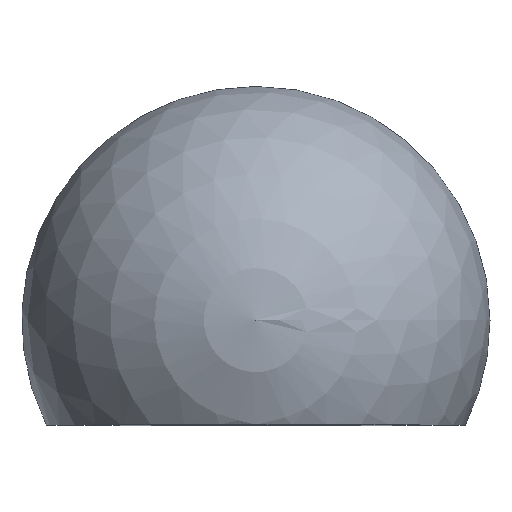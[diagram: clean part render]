
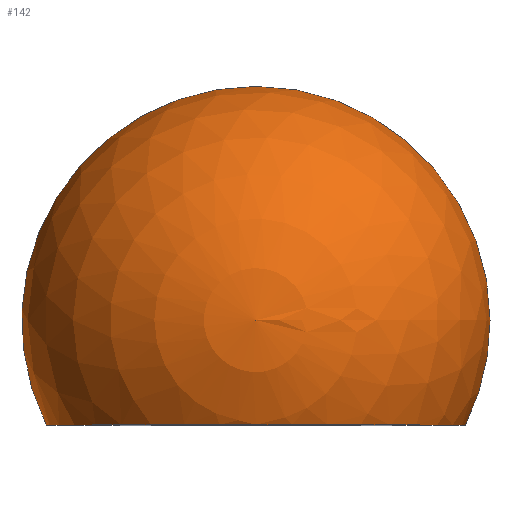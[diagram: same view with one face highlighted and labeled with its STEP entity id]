
A CAD part, top view. The second image highlights one B-rep face of the part: STEP entity #142.
In plain terms, the highlighted spherical face has radius 8.944 mm.
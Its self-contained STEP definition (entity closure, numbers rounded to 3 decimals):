
#4 = CARTESIAN_POINT ( 'NONE',  ( 0., 4., 0. ) ) ;
#15 = VERTEX_POINT ( 'NONE', #274 ) ;
#17 = CARTESIAN_POINT ( 'NONE',  ( 0., 0., 0. ) ) ;
#20 = AXIS2_PLACEMENT_3D ( 'NONE', #17, #55, #218 ) ;
#38 = CIRCLE ( 'NONE', #217, 8.944 ) ;
#41 = VERTEX_POINT ( 'NONE', #93 ) ;
#42 = EDGE_LOOP ( 'NONE', ( #63, #151, #291 ) ) ;
#53 = DIRECTION ( 'NONE',  ( 0., 0., 1. ) ) ;
#55 = DIRECTION ( 'NONE',  ( 0., -1., 0. ) ) ;
#63 = ORIENTED_EDGE ( 'NONE', *, *, #64, .F. ) ;
#64 = EDGE_CURVE ( 'NONE', #41, #15, #38, .T. ) ;
#68 = AXIS2_PLACEMENT_3D ( 'NONE', #74, #53, #162 ) ;
#70 = DIRECTION ( 'NONE',  ( 0., 0., 1. ) ) ;
#74 = CARTESIAN_POINT ( 'NONE',  ( 0., 4., 0. ) ) ;
#93 = CARTESIAN_POINT ( 'NONE',  ( 0., 12.944, 0. ) ) ;
#98 = SPHERICAL_SURFACE ( 'NONE', #293, 8.944 ) ;
#134 = CIRCLE ( 'NONE', #68, 8.944 ) ;
#139 = EDGE_CURVE ( 'NONE', #41, #174, #134, .T. ) ;
#142 = ADVANCED_FACE ( 'NONE', ( #237 ), #98, .T. ) ;
#146 = CARTESIAN_POINT ( 'NONE',  ( 0., 4., 0. ) ) ;
#151 = ORIENTED_EDGE ( 'NONE', *, *, #139, .T. ) ;
#162 = DIRECTION ( 'NONE',  ( 1., 0., 0. ) ) ;
#174 = VERTEX_POINT ( 'NONE', #205 ) ;
#196 = CIRCLE ( 'NONE', #20, 8. ) ;
#205 = CARTESIAN_POINT ( 'NONE',  ( -8., 0., 0. ) ) ;
#217 = AXIS2_PLACEMENT_3D ( 'NONE', #146, #264, #231 ) ;
#218 = DIRECTION ( 'NONE',  ( 0., 0., -1. ) ) ;
#231 = DIRECTION ( 'NONE',  ( -1., 0., 0. ) ) ;
#234 = DIRECTION ( 'NONE',  ( 1., 0., 0. ) ) ;
#237 = FACE_OUTER_BOUND ( 'NONE', #42, .T. ) ;
#244 = EDGE_CURVE ( 'NONE', #15, #174, #196, .T. ) ;
#264 = DIRECTION ( 'NONE',  ( 0., 0., -1. ) ) ;
#274 = CARTESIAN_POINT ( 'NONE',  ( 8., 0., 0. ) ) ;
#291 = ORIENTED_EDGE ( 'NONE', *, *, #244, .F. ) ;
#293 = AXIS2_PLACEMENT_3D ( 'NONE', #4, #70, #234 ) ;
